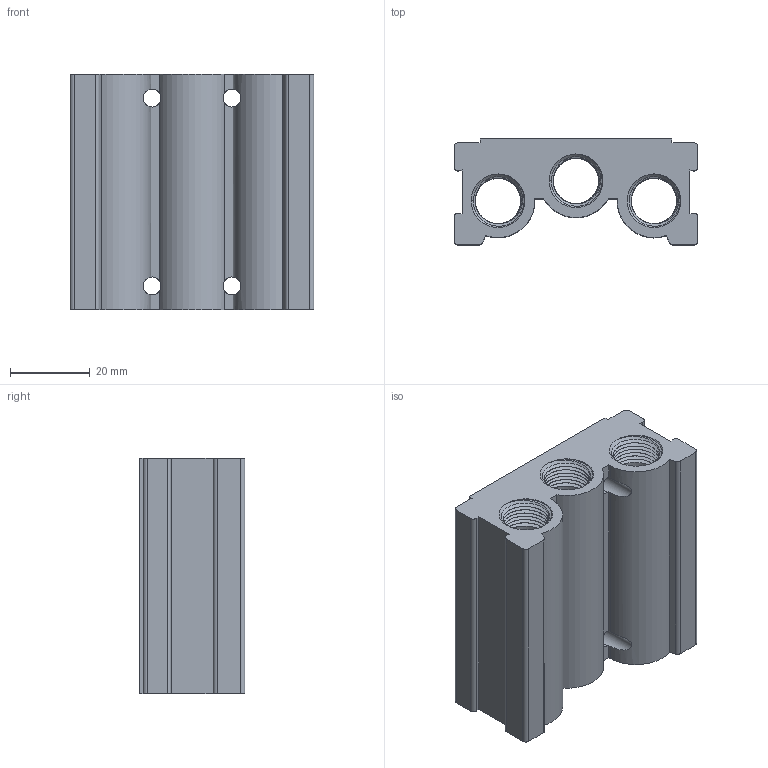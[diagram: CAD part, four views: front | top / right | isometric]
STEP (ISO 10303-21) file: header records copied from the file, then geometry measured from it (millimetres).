
FILE_DESCRIPTION (( 'STEP AP203' ), '1' );
FILE_NAME ('mf2500-m02.STEP', '2011-11-02T06:53:29', ( 'yrd6' ), ( 'Hewlett-Packard Company' ), 'SwSTEP 2.0', 'SolidWorks 2008', '' );
FILE_SCHEMA (( 'CONFIG_CONTROL_DESIGN' ));
Products named in the file (1): mf2500-m02
Bounding box: 61 x 26.5 x 59 mm (x, y, z)
Volume: 51886.1 mm3; surface area: 24680.9 mm2
Topology: 1 solids, 1 shells, 257 faces, 801 edges, 550 vertices
Faces by surface type: cylinder 136, bspline 50, plane 47, cone 24
Entity records: 24916 total; most frequent: CARTESIAN_POINT 18675, ORIENTED_EDGE 1602, DIRECTION 937, EDGE_CURVE 801, VERTEX_POINT 550, AXIS2_PLACEMENT_3D 340, EDGE_LOOP 287, VECTOR 257
